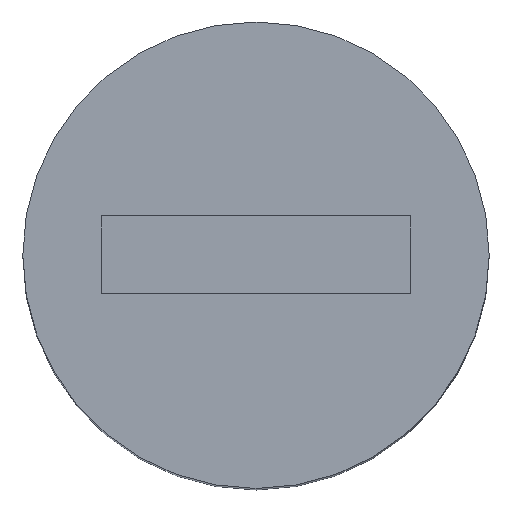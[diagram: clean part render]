
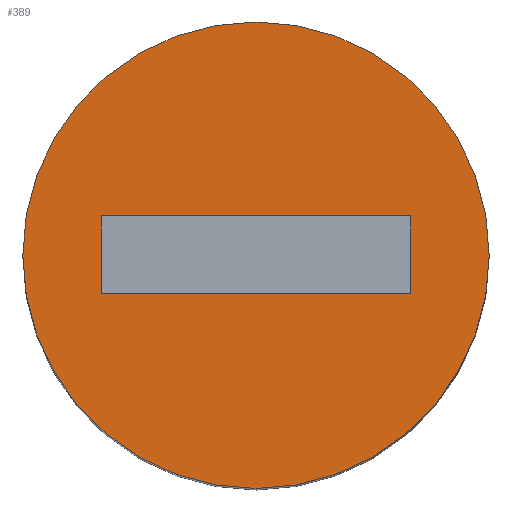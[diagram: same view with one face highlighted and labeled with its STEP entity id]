
A CAD part, top view. The second image highlights one B-rep face of the part: STEP entity #389.
In plain terms, the highlighted planar face has unit normal (0, 0, 1).
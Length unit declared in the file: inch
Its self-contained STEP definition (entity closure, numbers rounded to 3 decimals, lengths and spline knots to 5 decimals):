
#20=FACE_BOUND('',#83,.T.);
#30=CIRCLE('',#438,0.75375);
#56=FACE_OUTER_BOUND('',#82,.T.);
#82=EDGE_LOOP('',(#348));
#83=EDGE_LOOP('',(#349,#350,#351,#352));
#112=LINE('',#623,#153);
#116=LINE('',#631,#157);
#119=LINE('',#637,#160);
#122=LINE('',#642,#163);
#153=VECTOR('',#515,0.3937);
#157=VECTOR('',#521,0.3937);
#160=VECTOR('',#526,0.3937);
#163=VECTOR('',#531,0.3937);
#190=VERTEX_POINT('',#621);
#191=VERTEX_POINT('',#622);
#194=VERTEX_POINT('',#630);
#196=VERTEX_POINT('',#636);
#199=VERTEX_POINT('',#648);
#236=EDGE_CURVE('',#190,#191,#112,.T.);
#240=EDGE_CURVE('',#191,#194,#116,.T.);
#243=EDGE_CURVE('',#194,#196,#119,.T.);
#246=EDGE_CURVE('',#196,#190,#122,.T.);
#250=EDGE_CURVE('',#199,#199,#30,.T.);
#348=ORIENTED_EDGE('',*,*,#250,.F.);
#349=ORIENTED_EDGE('',*,*,#236,.T.);
#350=ORIENTED_EDGE('',*,*,#240,.T.);
#351=ORIENTED_EDGE('',*,*,#243,.T.);
#352=ORIENTED_EDGE('',*,*,#246,.T.);
#368=PLANE('',#440);
#389=ADVANCED_FACE('',(#56,#20),#368,.T.);
#438=AXIS2_PLACEMENT_3D('',#650,#540,#541);
#440=AXIS2_PLACEMENT_3D('',#652,#544,#545);
#515=DIRECTION('',(0.,-1.,0.));
#521=DIRECTION('',(-1.,0.,0.));
#526=DIRECTION('',(0.,1.,0.));
#531=DIRECTION('',(1.,0.,0.));
#540=DIRECTION('center_axis',(0.,0.,-1.));
#541=DIRECTION('ref_axis',(-1.,0.,0.));
#544=DIRECTION('center_axis',(0.,0.,1.));
#545=DIRECTION('ref_axis',(1.,0.,0.));
#621=CARTESIAN_POINT('',(0.5,0.125,0.));
#622=CARTESIAN_POINT('',(0.5,-0.125,0.));
#623=CARTESIAN_POINT('',(0.5,-0.0625,0.));
#630=CARTESIAN_POINT('',(-0.5,-0.125,0.));
#631=CARTESIAN_POINT('',(-0.25,-0.125,0.));
#636=CARTESIAN_POINT('',(-0.5,0.125,0.));
#637=CARTESIAN_POINT('',(-0.5,0.0625,0.));
#642=CARTESIAN_POINT('',(0.25,0.125,0.));
#648=CARTESIAN_POINT('',(0.75375,0.,0.));
#650=CARTESIAN_POINT('Origin',(0.,0.,0.));
#652=CARTESIAN_POINT('Origin',(0.,0.,
0.));
